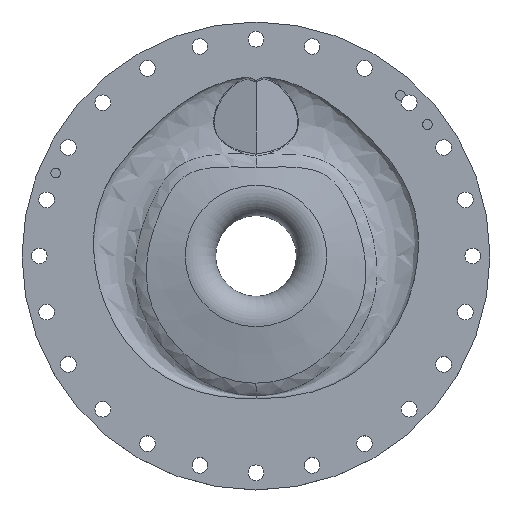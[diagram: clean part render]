
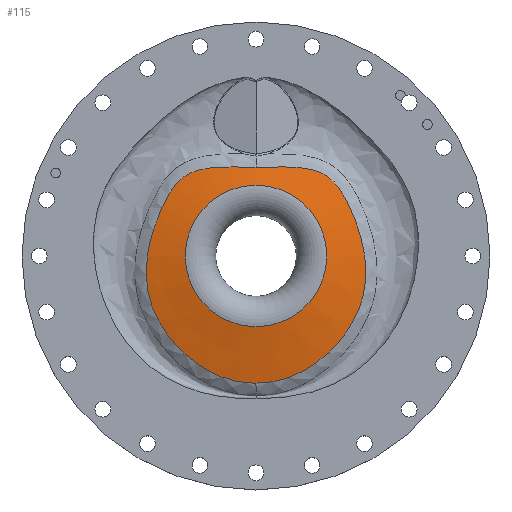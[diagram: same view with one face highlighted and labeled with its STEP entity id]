
A CAD part, top view. The second image highlights one B-rep face of the part: STEP entity #115.
In plain terms, the highlighted conical face has half-angle 77.393 degrees and reference radius 23.03 mm.
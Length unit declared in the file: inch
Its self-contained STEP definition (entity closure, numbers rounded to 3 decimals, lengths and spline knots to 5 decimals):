
#83=CONICAL_SURFACE('',#978,0.9067,77.393);
#115=ADVANCED_FACE('',(#254,#255),#83,.T.);
#187=B_SPLINE_CURVE_WITH_KNOTS('',3,(#1976,#1977,#1978,#1979,#1980,#1981,
#1982,#1983,#1984,#1985,#1986,#1987,#1988,#1989,#1990,#1991,#1992,#1993,
#1994,#1995,#1996,#1997,#1998,#1999,#2000,#2001,#2002,#2003),
 .UNSPECIFIED.,.F.,.F.,(4,2,2,2,2,2,2,2,2,2,2,2,2,4),(0.,0.125,0.1875,0.21875,
0.25,0.3125,0.375,0.5,0.5625,0.625,0.75,0.8125,0.875,1.),.UNSPECIFIED.);
#189=B_SPLINE_CURVE_WITH_KNOTS('',3,(#2119,#2120,#2121,#2122,#2123,#2124,
#2125,#2126,#2127,#2128,#2129,#2130,#2131,#2132,#2133,#2134,#2135,#2136,
#2137,#2138,#2139,#2140,#2141,#2142,#2143,#2144,#2145,#2146),
 .UNSPECIFIED.,.F.,.F.,(4,2,2,2,2,2,2,2,2,2,2,2,2,4),(0.,0.0625,
0.125,0.25,0.375,0.4375,0.5,0.625,0.6875,
0.75,0.78125,0.8125,0.875,1.),
 .UNSPECIFIED.);
#254=FACE_BOUND('',#390,.T.);
#255=FACE_BOUND('',#391,.T.);
#390=EDGE_LOOP('',(#556,#557));
#391=EDGE_LOOP('',(#558));
#556=ORIENTED_EDGE('',*,*,#822,.T.);
#557=ORIENTED_EDGE('',*,*,#824,.T.);
#558=ORIENTED_EDGE('',*,*,#825,.T.);
#733=VERTEX_POINT('',#1962);
#735=VERTEX_POINT('',#1975);
#736=VERTEX_POINT('',#2256);
#822=EDGE_CURVE('',#733,#735,#187,.T.);
#824=EDGE_CURVE('',#735,#733,#189,.T.);
#825=EDGE_CURVE('',#736,#736,#904,.T.);
#904=CIRCLE('',#977,0.9067);
#977=AXIS2_PLACEMENT_3D('',#2255,#1153,#1154);
#978=AXIS2_PLACEMENT_3D('',#2257,#1155,#1156);
#1153=DIRECTION('',(0.,0.,-1.));
#1154=DIRECTION('',(-1.,0.,0.));
#1155=DIRECTION('',(0.,0.,-1.));
#1156=DIRECTION('',(-1.,0.,0.));
#1962=CARTESIAN_POINT('',(0.,1.1371,10.5393));
#1975=CARTESIAN_POINT('',(0.,-1.63074,10.42889));
#1976=CARTESIAN_POINT('',(0.,1.1371,10.5393));
#1977=CARTESIAN_POINT('',(-0.18546,1.1371,10.5393));
#1978=CARTESIAN_POINT('',(-0.37088,1.15024,10.52608));
#1979=CARTESIAN_POINT('',(-0.6464,1.12477,10.50411));
#1980=CARTESIAN_POINT('',(-0.74035,1.10763,10.49635));
#1981=CARTESIAN_POINT('',(-0.86959,1.05115,10.48867));
#1982=CARTESIAN_POINT('',(-0.9106,1.02711,10.4868));
#1983=CARTESIAN_POINT('',(-0.98483,0.96756,10.48502));
#1984=CARTESIAN_POINT('',(-1.0168,0.93299,10.48516));
#1985=CARTESIAN_POINT('',(-1.10404,0.82117,10.4866));
#1986=CARTESIAN_POINT('',(-1.1496,0.73796,10.4888));
#1987=CARTESIAN_POINT('',(-1.22957,0.5689,10.49133));
#1988=CARTESIAN_POINT('',(-1.26453,0.48204,10.49167));
#1989=CARTESIAN_POINT('',(-1.35729,0.21584,10.48912));
#1990=CARTESIAN_POINT('',(-1.39973,0.03306,10.4832));
#1991=CARTESIAN_POINT('',(-1.41063,-0.24636,10.47401));
#1992=CARTESIAN_POINT('',(-1.40507,-0.34198,10.47086));
#1993=CARTESIAN_POINT('',(-1.3728,-0.52677,10.46541));
#1994=CARTESIAN_POINT('',(-1.34615,-0.61645,10.46315));
#1995=CARTESIAN_POINT('',(-1.23661,-0.8779,10.45705));
#1996=CARTESIAN_POINT('',(-1.1285,-1.03616,10.45354));
#1997=CARTESIAN_POINT('',(-0.93373,-1.24055,10.44698));
#1998=CARTESIAN_POINT('',(-0.86372,-1.30273,10.44466));
#1999=CARTESIAN_POINT('',(-0.71314,-1.41472,10.4399));
#2000=CARTESIAN_POINT('',(-0.63171,-1.46481,10.43745));
#2001=CARTESIAN_POINT('',(-0.37784,-1.58656,10.43125));
#2002=CARTESIAN_POINT('',(-0.19013,-1.63074,10.42889));
#2003=CARTESIAN_POINT('',(0.,-1.63074,10.42889));
#2119=CARTESIAN_POINT('',(0.,-1.63074,10.42889));
#2120=CARTESIAN_POINT('',(0.09461,-1.63074,10.42889));
#2121=CARTESIAN_POINT('',(0.18742,-1.62014,10.42945));
#2122=CARTESIAN_POINT('',(0.36964,-1.57871,10.43158));
#2123=CARTESIAN_POINT('',(0.45965,-1.54706,10.43326));
#2124=CARTESIAN_POINT('',(0.71299,-1.42635,10.43941));
#2125=CARTESIAN_POINT('',(0.86567,-1.31113,10.4447));
#2126=CARTESIAN_POINT('',(1.12454,-1.04113,10.4534));
#2127=CARTESIAN_POINT('',(1.23393,-0.88185,10.45697));
#2128=CARTESIAN_POINT('',(1.34359,-0.62372,10.46297));
#2129=CARTESIAN_POINT('',(1.37078,-0.53468,10.4652));
#2130=CARTESIAN_POINT('',(1.40428,-0.34989,10.47061));
#2131=CARTESIAN_POINT('',(1.41039,-0.25534,10.47371));
#2132=CARTESIAN_POINT('',(1.40116,0.02469,10.48293));
#2133=CARTESIAN_POINT('',(1.35858,0.21043,10.48896));
#2134=CARTESIAN_POINT('',(1.26767,0.47385,10.49165));
#2135=CARTESIAN_POINT('',(1.2332,0.56018,10.4914));
#2136=CARTESIAN_POINT('',(1.15416,0.72928,10.48898));
#2137=CARTESIAN_POINT('',(1.10882,0.81303,10.48681));
#2138=CARTESIAN_POINT('',(1.024,0.92461,10.48522));
#2139=CARTESIAN_POINT('',(0.99281,0.95965,10.48498));
#2140=CARTESIAN_POINT('',(0.91978,1.02094,10.48646));
#2141=CARTESIAN_POINT('',(0.87987,1.04553,10.48817));
#2142=CARTESIAN_POINT('',(0.75183,1.1045,10.49549));
#2143=CARTESIAN_POINT('',(0.65816,1.12298,10.50316));
#2144=CARTESIAN_POINT('',(0.37798,1.15088,10.52555));
#2145=CARTESIAN_POINT('',(0.18877,1.1371,10.5393));
#2146=CARTESIAN_POINT('',(0.,1.1371,10.5393));
#2255=CARTESIAN_POINT('',(0.,0.,10.59083));
#2256=CARTESIAN_POINT('',(-0.9067,0.,10.59083));
#2257=CARTESIAN_POINT('',(0.,0.,10.59083));
